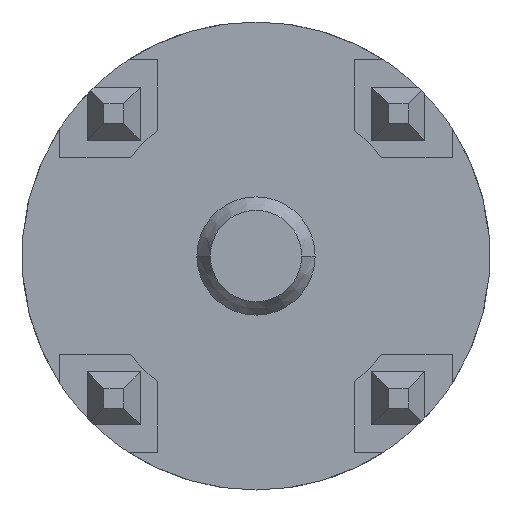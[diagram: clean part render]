
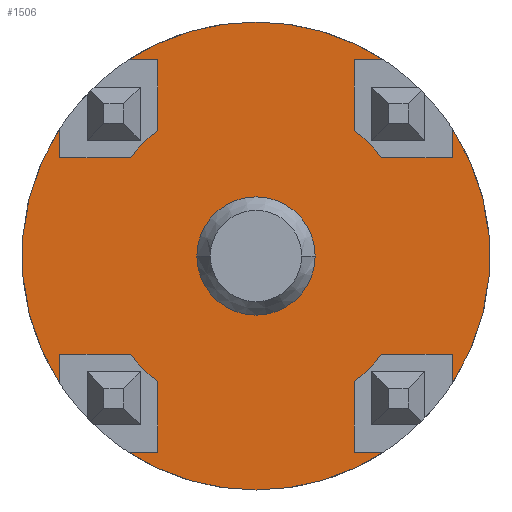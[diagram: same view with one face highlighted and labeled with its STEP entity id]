
A CAD part, left-side view. The second image highlights one B-rep face of the part: STEP entity #1506.
In plain terms, the highlighted planar face has unit normal (-1, 0, 0).
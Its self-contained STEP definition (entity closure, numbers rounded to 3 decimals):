
#52=DIRECTION('',(0.,0.,-1.));
#53=VECTOR('',#52,1.257);
#54=CARTESIAN_POINT('',(0.57,1.75,-2.243));
#55=LINE('',#54,#53);
#60=CARTESIAN_POINT('',(0.57,0.,0.));
#61=DIRECTION('',(1.,0.,0.));
#62=DIRECTION('',(0.,0.615,-0.788));
#63=AXIS2_PLACEMENT_3D('',#60,#61,#62);
#65=DIRECTION('',(0.,0.,-1.));
#66=VECTOR('',#65,1.257);
#67=CARTESIAN_POINT('',(0.57,-1.75,-2.243));
#68=LINE('',#67,#66);
#69=DIRECTION('',(0.,1.,0.));
#70=VECTOR('',#69,0.526);
#71=CARTESIAN_POINT('',(0.57,-2.276,-3.5));
#72=LINE('',#71,#70);
#73=CARTESIAN_POINT('',(0.57,0.,0.));
#74=DIRECTION('',(1.,0.,0.));
#75=DIRECTION('',(0.,-0.545,-0.838));
#76=AXIS2_PLACEMENT_3D('',#73,#74,#75);
#78=CARTESIAN_POINT('',(0.57,0.,0.));
#79=DIRECTION('',(1.,0.,0.));
#80=DIRECTION('',(0.,0.,-1.));
#81=AXIS2_PLACEMENT_3D('',#78,#79,#80);
#83=DIRECTION('',(0.,1.,0.));
#84=VECTOR('',#83,0.526);
#85=CARTESIAN_POINT('',(0.57,1.75,-3.5));
#86=LINE('',#85,#84);
#87=DIRECTION('',(0.,0.,1.));
#88=VECTOR('',#87,0.526);
#89=CARTESIAN_POINT('',(0.57,3.5,-2.276));
#90=LINE('',#89,#88);
#91=CARTESIAN_POINT('',(0.57,0.,0.));
#92=DIRECTION('',(1.,0.,0.));
#93=DIRECTION('',(0.,0.838,-0.545));
#94=AXIS2_PLACEMENT_3D('',#91,#92,#93);
#96=DIRECTION('',(0.,0.,1.));
#97=VECTOR('',#96,0.526);
#98=CARTESIAN_POINT('',(0.57,3.5,1.75));
#99=LINE('',#98,#97);
#100=DIRECTION('',(0.,-1.,0.));
#101=VECTOR('',#100,1.257);
#102=CARTESIAN_POINT('',(0.57,3.5,1.75));
#103=LINE('',#102,#101);
#104=DIRECTION('',(0.,-1.,0.));
#105=VECTOR('',#104,0.526);
#106=CARTESIAN_POINT('',(0.57,2.276,3.5));
#107=LINE('',#106,#105);
#108=CARTESIAN_POINT('',(0.57,0.,0.));
#109=DIRECTION('',(1.,0.,0.));
#110=DIRECTION('',(0.,0.545,0.838));
#111=AXIS2_PLACEMENT_3D('',#108,#109,#110);
#113=CARTESIAN_POINT('',(0.57,0.,0.));
#114=DIRECTION('',(1.,0.,0.));
#115=DIRECTION('',(0.,0.,1.));
#116=AXIS2_PLACEMENT_3D('',#113,#114,#115);
#118=DIRECTION('',(0.,-1.,0.));
#119=VECTOR('',#118,0.526);
#120=CARTESIAN_POINT('',(0.57,-1.75,3.5));
#121=LINE('',#120,#119);
#122=DIRECTION('',(0.,0.,-1.));
#123=VECTOR('',#122,1.257);
#124=CARTESIAN_POINT('',(0.57,-1.75,3.5));
#125=LINE('',#124,#123);
#126=DIRECTION('',(0.,-1.,0.));
#127=VECTOR('',#126,1.257);
#128=CARTESIAN_POINT('',(0.57,-2.243,1.75));
#129=LINE('',#128,#127);
#130=DIRECTION('',(0.,0.,-1.));
#131=VECTOR('',#130,0.526);
#132=CARTESIAN_POINT('',(0.57,-3.5,2.276));
#133=LINE('',#132,#131);
#134=CARTESIAN_POINT('',(0.57,0.,0.));
#135=DIRECTION('',(1.,0.,0.));
#136=DIRECTION('',(0.,-0.838,0.545));
#137=AXIS2_PLACEMENT_3D('',#134,#135,#136);
#139=DIRECTION('',(0.,0.,-1.));
#140=VECTOR('',#139,0.526);
#141=CARTESIAN_POINT('',(0.57,-3.5,-1.75));
#142=LINE('',#141,#140);
#143=CARTESIAN_POINT('',(0.57,0.,0.));
#144=DIRECTION('',(-1.,0.,0.));
#145=DIRECTION('',(0.,1.,0.));
#146=AXIS2_PLACEMENT_3D('',#143,#144,#145);
#148=CARTESIAN_POINT('',(0.57,0.,0.));
#149=DIRECTION('',(-1.,0.,0.));
#150=DIRECTION('',(0.,-1.,0.));
#151=AXIS2_PLACEMENT_3D('',#148,#149,#150);
#157=DIRECTION('',(0.,-1.,0.));
#158=VECTOR('',#157,1.257);
#159=CARTESIAN_POINT('',(0.57,-2.243,-1.75));
#160=LINE('',#159,#158);
#165=CARTESIAN_POINT('',(0.57,0.,0.));
#166=DIRECTION('',(1.,0.,0.));
#167=DIRECTION('',(0.,-0.788,-0.615));
#168=AXIS2_PLACEMENT_3D('',#165,#166,#167);
#628=DIRECTION('',(0.,0.,-1.));
#629=VECTOR('',#628,1.257);
#630=CARTESIAN_POINT('',(0.57,1.75,3.5));
#631=LINE('',#630,#629);
#632=CARTESIAN_POINT('',(0.57,0.,0.));
#633=DIRECTION('',(1.,0.,0.));
#634=DIRECTION('',(0.,0.788,0.615));
#635=AXIS2_PLACEMENT_3D('',#632,#633,#634);
#731=DIRECTION('',(0.,-1.,0.));
#732=VECTOR('',#731,1.257);
#733=CARTESIAN_POINT('',(0.57,3.5,-1.75));
#734=LINE('',#733,#732);
#954=CARTESIAN_POINT('',(0.57,0.,0.));
#955=DIRECTION('',(1.,0.,0.));
#956=DIRECTION('',(0.,-0.615,0.788));
#957=AXIS2_PLACEMENT_3D('',#954,#955,#956);
#1230=CARTESIAN_POINT('',(0.57,0.,-4.175));
#1232=VERTEX_POINT('',#1230);
#1234=CARTESIAN_POINT('',(0.57,0.,4.175));
#1236=VERTEX_POINT('',#1234);
#1273=CARTESIAN_POINT('',(0.57,-1.75,3.5));
#1274=VERTEX_POINT('',#1273);
#1275=CARTESIAN_POINT('',(0.57,-1.75,-3.5));
#1276=VERTEX_POINT('',#1275);
#1277=CARTESIAN_POINT('',(0.57,1.75,3.5));
#1278=VERTEX_POINT('',#1277);
#1279=CARTESIAN_POINT('',(0.57,1.75,-3.5));
#1280=VERTEX_POINT('',#1279);
#1281=CARTESIAN_POINT('',(0.57,-3.5,1.75));
#1282=VERTEX_POINT('',#1281);
#1283=CARTESIAN_POINT('',(0.57,3.5,1.75));
#1284=VERTEX_POINT('',#1283);
#1285=CARTESIAN_POINT('',(0.57,-3.5,-1.75));
#1286=VERTEX_POINT('',#1285);
#1287=CARTESIAN_POINT('',(0.57,3.5,-1.75));
#1288=VERTEX_POINT('',#1287);
#1289=CARTESIAN_POINT('',(0.57,-2.276,3.5));
#1290=VERTEX_POINT('',#1289);
#1291=CARTESIAN_POINT('',(0.57,-3.5,2.276));
#1292=VERTEX_POINT('',#1291);
#1293=CARTESIAN_POINT('',(0.57,-3.5,-2.276));
#1294=VERTEX_POINT('',#1293);
#1295=CARTESIAN_POINT('',(0.57,-2.276,-3.5));
#1296=VERTEX_POINT('',#1295);
#1297=CARTESIAN_POINT('',(0.57,2.276,3.5));
#1298=VERTEX_POINT('',#1297);
#1299=CARTESIAN_POINT('',(0.57,2.276,-3.5));
#1300=VERTEX_POINT('',#1299);
#1301=CARTESIAN_POINT('',(0.57,3.5,-2.276));
#1302=VERTEX_POINT('',#1301);
#1303=CARTESIAN_POINT('',(0.57,3.5,2.276));
#1304=VERTEX_POINT('',#1303);
#1309=CARTESIAN_POINT('',(0.57,-1.75,2.243));
#1310=CARTESIAN_POINT('',(0.57,-2.243,1.75));
#1311=VERTEX_POINT('',#1309);
#1312=VERTEX_POINT('',#1310);
#1313=CARTESIAN_POINT('',(0.57,-2.243,-1.75));
#1314=CARTESIAN_POINT('',(0.57,-1.75,-2.243));
#1315=VERTEX_POINT('',#1313);
#1316=VERTEX_POINT('',#1314);
#1317=CARTESIAN_POINT('',(0.57,1.75,-2.243));
#1318=CARTESIAN_POINT('',(0.57,2.243,-1.75));
#1319=VERTEX_POINT('',#1317);
#1320=VERTEX_POINT('',#1318);
#1321=CARTESIAN_POINT('',(0.57,2.243,1.75));
#1322=CARTESIAN_POINT('',(0.57,1.75,2.243));
#1323=VERTEX_POINT('',#1321);
#1324=VERTEX_POINT('',#1322);
#1361=CARTESIAN_POINT('',(0.57,1.055,0.));
#1362=CARTESIAN_POINT('',(0.57,-1.055,0.));
#1363=VERTEX_POINT('',#1361);
#1364=VERTEX_POINT('',#1362);
#1444=CARTESIAN_POINT('',(0.57,-1.75,5.01));
#1445=DIRECTION('',(1.,0.,0.));
#1446=DIRECTION('',(0.,1.,0.));
#1447=AXIS2_PLACEMENT_3D('',#1444,#1445,#1446);
#1448=PLANE('',#1447);
#1450=ORIENTED_EDGE('',*,*,#1449,.F.);
#1452=ORIENTED_EDGE('',*,*,#1451,.T.);
#1454=ORIENTED_EDGE('',*,*,#1453,.T.);
#1456=ORIENTED_EDGE('',*,*,#1455,.F.);
#1458=ORIENTED_EDGE('',*,*,#1457,.T.);
#1460=ORIENTED_EDGE('',*,*,#1459,.T.);
#1461=ORIENTED_EDGE('',*,*,#1409,.F.);
#1462=ORIENTED_EDGE('',*,*,#1423,.F.);
#1463=ORIENTED_EDGE('',*,*,#1435,.T.);
#1465=ORIENTED_EDGE('',*,*,#1464,.F.);
#1467=ORIENTED_EDGE('',*,*,#1466,.F.);
#1469=ORIENTED_EDGE('',*,*,#1468,.T.);
#1471=ORIENTED_EDGE('',*,*,#1470,.F.);
#1473=ORIENTED_EDGE('',*,*,#1472,.T.);
#1475=ORIENTED_EDGE('',*,*,#1474,.T.);
#1477=ORIENTED_EDGE('',*,*,#1476,.F.);
#1479=ORIENTED_EDGE('',*,*,#1478,.F.);
#1481=ORIENTED_EDGE('',*,*,#1480,.T.);
#1483=ORIENTED_EDGE('',*,*,#1482,.T.);
#1485=ORIENTED_EDGE('',*,*,#1484,.F.);
#1487=ORIENTED_EDGE('',*,*,#1486,.T.);
#1489=ORIENTED_EDGE('',*,*,#1488,.T.);
#1491=ORIENTED_EDGE('',*,*,#1490,.T.);
#1493=ORIENTED_EDGE('',*,*,#1492,.F.);
#1495=ORIENTED_EDGE('',*,*,#1494,.T.);
#1497=ORIENTED_EDGE('',*,*,#1496,.F.);
#1498=EDGE_LOOP('',(#1450,#1452,#1454,#1456,#1458,#1460,#1461,#1462,#1463,#1465,
#1467,#1469,#1471,#1473,#1475,#1477,#1479,#1481,#1483,#1485,#1487,#1489,#1491,
#1493,#1495,#1497));
#1499=FACE_OUTER_BOUND('',#1498,.F.);
#1501=ORIENTED_EDGE('',*,*,#1500,.T.);
#1503=ORIENTED_EDGE('',*,*,#1502,.T.);
#1504=EDGE_LOOP('',(#1501,#1503));
#1505=FACE_BOUND('',#1504,.F.);
#1506=ADVANCED_FACE('',(#1499,#1505),#1448,.F.);
#64=CIRCLE('',#63,2.845);
#77=CIRCLE('',#76,4.175);
#82=CIRCLE('',#81,4.175);
#95=CIRCLE('',#94,4.175);
#112=CIRCLE('',#111,4.175);
#117=CIRCLE('',#116,4.175);
#138=CIRCLE('',#137,4.175);
#147=CIRCLE('',#146,1.055);
#152=CIRCLE('',#151,1.055);
#169=CIRCLE('',#168,2.845);
#636=CIRCLE('',#635,2.845);
#958=CIRCLE('',#957,2.845);
#1409=EDGE_CURVE('',#1280,#1300,#86,.T.);
#1423=EDGE_CURVE('',#1319,#1280,#55,.T.);
#1435=EDGE_CURVE('',#1319,#1320,#64,.T.);
#1449=EDGE_CURVE('',#1315,#1286,#160,.T.);
#1451=EDGE_CURVE('',#1315,#1316,#169,.T.);
#1453=EDGE_CURVE('',#1316,#1276,#68,.T.);
#1455=EDGE_CURVE('',#1296,#1276,#72,.T.);
#1457=EDGE_CURVE('',#1296,#1232,#77,.T.);
#1459=EDGE_CURVE('',#1232,#1300,#82,.T.);
#1464=EDGE_CURVE('',#1288,#1320,#734,.T.);
#1466=EDGE_CURVE('',#1302,#1288,#90,.T.);
#1468=EDGE_CURVE('',#1302,#1304,#95,.T.);
#1470=EDGE_CURVE('',#1284,#1304,#99,.T.);
#1472=EDGE_CURVE('',#1284,#1323,#103,.T.);
#1474=EDGE_CURVE('',#1323,#1324,#636,.T.);
#1476=EDGE_CURVE('',#1278,#1324,#631,.T.);
#1478=EDGE_CURVE('',#1298,#1278,#107,.T.);
#1480=EDGE_CURVE('',#1298,#1236,#112,.T.);
#1482=EDGE_CURVE('',#1236,#1290,#117,.T.);
#1484=EDGE_CURVE('',#1274,#1290,#121,.T.);
#1486=EDGE_CURVE('',#1274,#1311,#125,.T.);
#1488=EDGE_CURVE('',#1311,#1312,#958,.T.);
#1490=EDGE_CURVE('',#1312,#1282,#129,.T.);
#1492=EDGE_CURVE('',#1292,#1282,#133,.T.);
#1494=EDGE_CURVE('',#1292,#1294,#138,.T.);
#1496=EDGE_CURVE('',#1286,#1294,#142,.T.);
#1500=EDGE_CURVE('',#1363,#1364,#147,.T.);
#1502=EDGE_CURVE('',#1364,#1363,#152,.T.);
